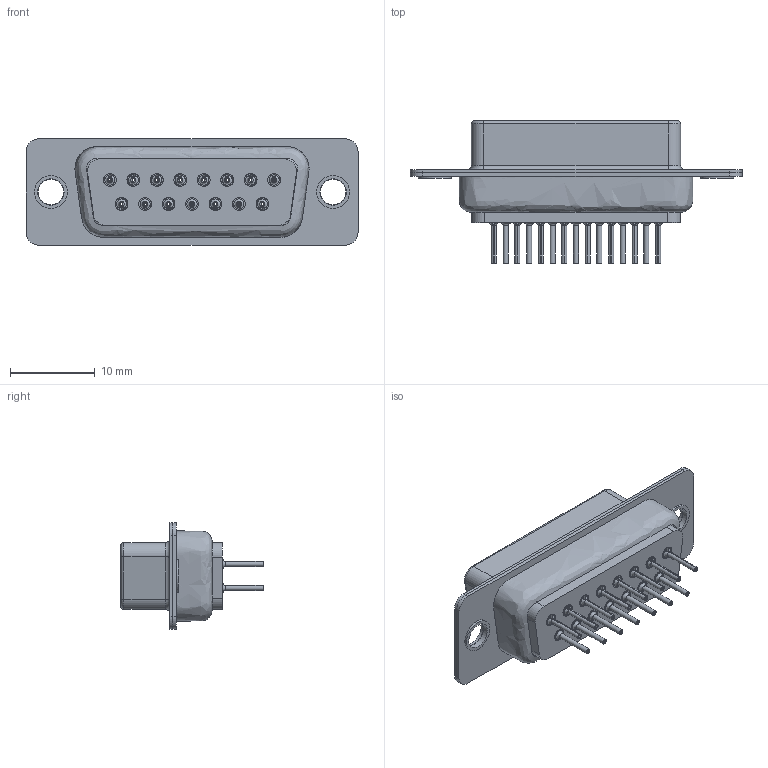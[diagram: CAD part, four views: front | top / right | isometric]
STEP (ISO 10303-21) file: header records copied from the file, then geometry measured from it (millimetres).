
FILE_DESCRIPTION(/* description */ ('Unknown'),/* implementation_level */ '2;1');
FILE_NAME(/* name */ '61801525123',/* time_stamp */ '2021-12-02T12:09:47+01:00',/* author */ ('Unknown'),/* organization */ ('Unknown'),/* preprocessor_version */ 'ST-DEVELOPER v16.7',/* originating_system */ 'Solid Edge',/* authorisation */ 'Unknown');
FILE_SCHEMA (('AUTOMOTIVE_DESIGN {1 0 10303 214 3 1 1}'));
Length unit declared in the file: millimetre
Products named in the file (6): 6180xx25123; 61801529321_INTER_ARRIERE; 61801529321_INTER_FACADE; 61801529321_FACADE; 61801529321_ARRIERE; 6180xx25123_Pin
Assembly tree (19 placements, depth 2):
  6180xx25123
    61801529321_INTER_ARRIERE
    61801529321_INTER_FACADE
    61801529321_FACADE
    61801529321_ARRIERE
    6180xx25123_Pin  x15
Bounding box: 39.2 x 16.8 x 12.55 mm (x, y, z)
Volume: 2566.1 mm3; surface area: 6652 mm2
Topology: 19 solids, 19 shells, 1262 faces, 3406 edges, 2200 vertices
Faces by surface type: plane 703, cylinder 294, cone 225, torus 27, bspline 13
Full cylindrical faces by diameter (mm): 1 x15, 1.5 x15, 1.6 x15, 3 x2, 3.1 x2, 3.9 x2
Entity records: 18807 total; most frequent: CARTESIAN_POINT 10197, DIRECTION 1847, ORIENTED_EDGE 1594, EDGE_CURVE 797, AXIS2_PLACEMENT_3D 739, VERTEX_POINT 542, EDGE_LOOP 511, FACE_BOUND 511
